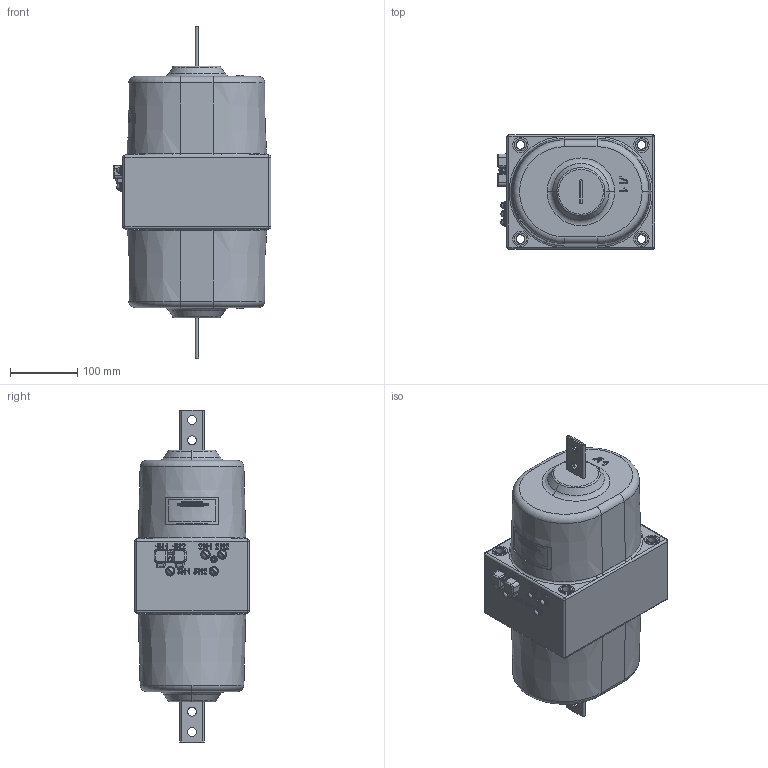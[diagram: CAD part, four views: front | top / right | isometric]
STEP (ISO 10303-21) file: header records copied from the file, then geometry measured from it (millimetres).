
FILE_DESCRIPTION (( 'STEP AP203' ), '1' );
FILE_NAME ('ﾒﾏﾎﾋ-10ﾌ-3 (10-250)ﾀ.STEP', '2018-04-05T03:53:13', ( '' ), ( '' ), 'SwSTEP 2.0', 'SolidWorks 2010', '' );
FILE_SCHEMA (( 'CONFIG_CONTROL_DESIGN' ));
Length unit declared in the file: millimetre
Products named in the file (1): ﾒﾏﾎﾋ-10ﾌ-3 (10-250)ﾀ
Bounding box: 234.5 x 170 x 494 mm (x, y, z)
Surface area: 334549.6 mm2 (no closed solid volume)
Topology: 0 solids, 49 shells, 700 faces, 4297 edges, 3618 vertices
Faces by surface type: plane 239, bspline 172, cylinder 135, cone 110, sphere 24, torus 20
Entity records: 56743 total; most frequent: CARTESIAN_POINT 29363, ORIENTED_EDGE 5653, EDGE_CURVE 4285, DIRECTION 3792, VERTEX_POINT 3618, B_SPLINE_CURVE_WITH_KNOTS 2147, LINE 1400, VECTOR 1400
